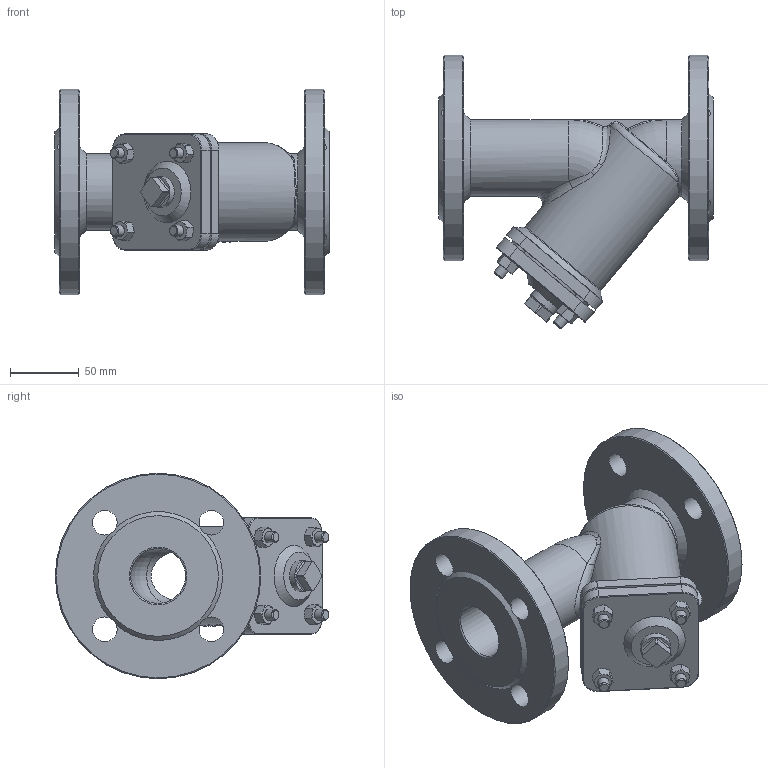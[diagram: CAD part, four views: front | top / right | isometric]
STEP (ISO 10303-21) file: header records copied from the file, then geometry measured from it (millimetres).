
FILE_DESCRIPTION(/* description */ (''),/* implementation_level */ '2;1');
FILE_NAME(/* name */ 'DN40_3D_STEP.stp',/* time_stamp */ '2025-12-18T23:27:13+03:00',/* author */ ('igorr'),/* organization */ (''),/* preprocessor_version */ 'ST-DEVELOPER v20',/* originating_system */ 'Autodesk Inventor 2025',/* authorisation */ '');
FILE_SCHEMA (('AUTOMOTIVE_DESIGN { 1 0 10303 214 3 1 1 }'));
Length unit declared in the file: millimetre
Products named in the file (3): Сборка; Деталь1; ANSI B18.2.4.2M - M8x1,25
Assembly tree (5 placements, depth 2):
  Сборка
    Деталь1
    ANSI B18.2.4.2M - M8x1,25  x4
Bounding box: 200 x 199.48 x 150 mm (x, y, z)
Volume: 1131822.9 mm3; surface area: 174858.4 mm2
Topology: 5 solids, 5 shells, 324 faces, 798 edges, 488 vertices
Faces by surface type: plane 110, cylinder 75, cone 74, bspline 41, torus 22, sphere 2
Full cylindrical faces by diameter (mm): 6.647 x4, 8 x4, 18 x8, 22 x1, 40 x3, 56 x2, 72 x1, 150 x2
Entity records: 9428 total; most frequent: CARTESIAN_POINT 3018, ORIENTED_EDGE 1296, DIRECTION 1234, EDGE_CURVE 648, AXIS2_PLACEMENT_3D 498, VERTEX_POINT 401, EDGE_LOOP 287, CIRCLE 264
